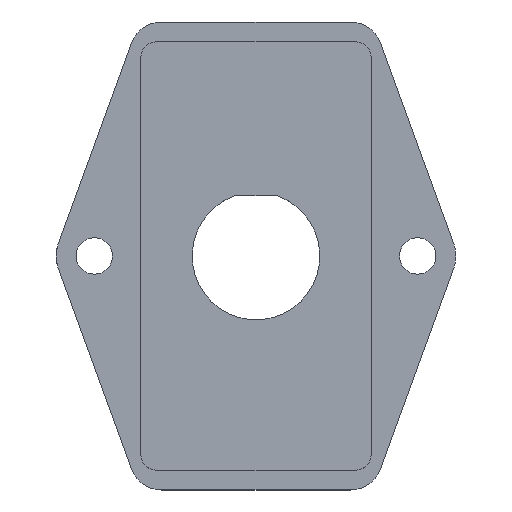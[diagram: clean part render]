
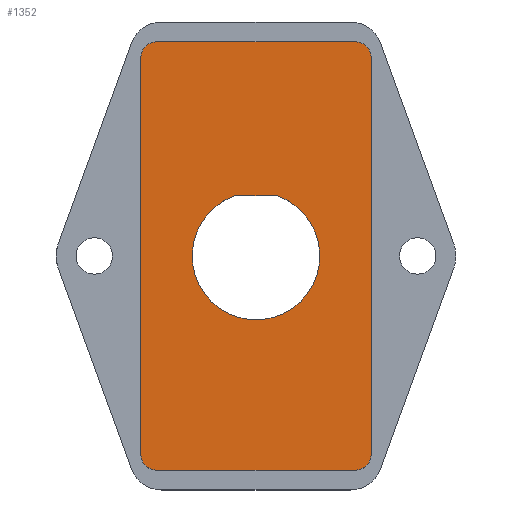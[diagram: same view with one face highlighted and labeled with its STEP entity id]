
A CAD part, top view. The second image highlights one B-rep face of the part: STEP entity #1352.
In plain terms, the highlighted planar face has unit normal (0, 0, 1).
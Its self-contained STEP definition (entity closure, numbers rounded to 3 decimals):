
#438=CARTESIAN_POINT('',(0.,0.,1.));
#439=DIRECTION('',(0.,0.,-1.));
#440=DIRECTION('',(0.333,0.943,0.));
#441=AXIS2_PLACEMENT_3D('',#438,#439,#440);
#447=CARTESIAN_POINT('',(-12.25,-24.5,1.));
#448=DIRECTION('',(0.,0.,1.));
#449=DIRECTION('',(-1.,0.,0.));
#450=AXIS2_PLACEMENT_3D('',#447,#448,#449);
#452=CARTESIAN_POINT('',(-12.25,24.5,1.));
#453=DIRECTION('',(0.,0.,1.));
#454=DIRECTION('',(0.,1.,0.));
#455=AXIS2_PLACEMENT_3D('',#452,#453,#454);
#457=CARTESIAN_POINT('',(12.25,24.5,1.));
#458=DIRECTION('',(0.,0.,1.));
#459=DIRECTION('',(1.,0.,0.));
#460=AXIS2_PLACEMENT_3D('',#457,#458,#459);
#462=CARTESIAN_POINT('',(12.25,-24.5,1.));
#463=DIRECTION('',(0.,0.,1.));
#464=DIRECTION('',(0.,-1.,0.));
#465=AXIS2_PLACEMENT_3D('',#462,#463,#464);
#467=DIRECTION('',(1.,0.,0.));
#468=VECTOR('',#467,5.256);
#469=CARTESIAN_POINT('',(-2.628,7.45,1.));
#470=LINE('',#469,#468);
#480=DIRECTION('',(1.,0.,0.));
#481=VECTOR('',#480,24.5);
#482=CARTESIAN_POINT('',(-12.25,-26.5,1.));
#483=LINE('',#482,#481);
#501=DIRECTION('',(0.,1.,0.));
#502=VECTOR('',#501,49.);
#503=CARTESIAN_POINT('',(14.25,-24.5,1.));
#504=LINE('',#503,#502);
#522=DIRECTION('',(-1.,0.,0.));
#523=VECTOR('',#522,24.5);
#524=CARTESIAN_POINT('',(12.25,26.5,1.));
#525=LINE('',#524,#523);
#551=DIRECTION('',(0.,-1.,0.));
#552=VECTOR('',#551,49.);
#553=CARTESIAN_POINT('',(-14.25,24.5,1.));
#554=LINE('',#553,#552);
#667=CARTESIAN_POINT('',(-14.25,-24.5,1.));
#668=CARTESIAN_POINT('',(-12.25,-26.5,1.));
#669=VERTEX_POINT('',#667);
#670=VERTEX_POINT('',#668);
#675=CARTESIAN_POINT('',(12.25,-26.5,1.));
#676=CARTESIAN_POINT('',(14.25,-24.5,1.));
#677=VERTEX_POINT('',#675);
#678=VERTEX_POINT('',#676);
#683=CARTESIAN_POINT('',(14.25,24.5,1.));
#684=CARTESIAN_POINT('',(12.25,26.5,1.));
#685=VERTEX_POINT('',#683);
#686=VERTEX_POINT('',#684);
#691=CARTESIAN_POINT('',(-12.25,26.5,1.));
#692=CARTESIAN_POINT('',(-14.25,24.5,1.));
#693=VERTEX_POINT('',#691);
#694=VERTEX_POINT('',#692);
#699=CARTESIAN_POINT('',(-2.628,7.45,1.));
#701=VERTEX_POINT('',#699);
#703=CARTESIAN_POINT('',(2.628,7.45,1.));
#705=VERTEX_POINT('',#703);
#1325=CARTESIAN_POINT('',(0.,0.,1.));
#1326=DIRECTION('',(0.,0.,1.));
#1327=DIRECTION('',(1.,0.,0.));
#1328=AXIS2_PLACEMENT_3D('',#1325,#1326,#1327);
#1329=PLANE('',#1328);
#1331=ORIENTED_EDGE('',*,*,#1330,.F.);
#1333=ORIENTED_EDGE('',*,*,#1332,.F.);
#1335=ORIENTED_EDGE('',*,*,#1334,.F.);
#1337=ORIENTED_EDGE('',*,*,#1336,.F.);
#1339=ORIENTED_EDGE('',*,*,#1338,.F.);
#1341=ORIENTED_EDGE('',*,*,#1340,.F.);
#1343=ORIENTED_EDGE('',*,*,#1342,.F.);
#1345=ORIENTED_EDGE('',*,*,#1344,.F.);
#1346=EDGE_LOOP('',(#1331,#1333,#1335,#1337,#1339,#1341,#1343,#1345));
#1347=FACE_OUTER_BOUND('',#1346,.F.);
#1348=ORIENTED_EDGE('',*,*,#1305,.F.);
#1349=ORIENTED_EDGE('',*,*,#1318,.F.);
#1350=EDGE_LOOP('',(#1348,#1349));
#1351=FACE_BOUND('',#1350,.F.);
#1352=ADVANCED_FACE('',(#1347,#1351),#1329,.T.);
#442=CIRCLE('',#441,7.9);
#451=CIRCLE('',#450,2.);
#456=CIRCLE('',#455,2.);
#461=CIRCLE('',#460,2.);
#466=CIRCLE('',#465,2.);
#1305=EDGE_CURVE('',#705,#701,#442,.T.);
#1318=EDGE_CURVE('',#701,#705,#470,.T.);
#1330=EDGE_CURVE('',#669,#670,#451,.T.);
#1332=EDGE_CURVE('',#694,#669,#554,.T.);
#1334=EDGE_CURVE('',#693,#694,#456,.T.);
#1336=EDGE_CURVE('',#686,#693,#525,.T.);
#1338=EDGE_CURVE('',#685,#686,#461,.T.);
#1340=EDGE_CURVE('',#678,#685,#504,.T.);
#1342=EDGE_CURVE('',#677,#678,#466,.T.);
#1344=EDGE_CURVE('',#670,#677,#483,.T.);
